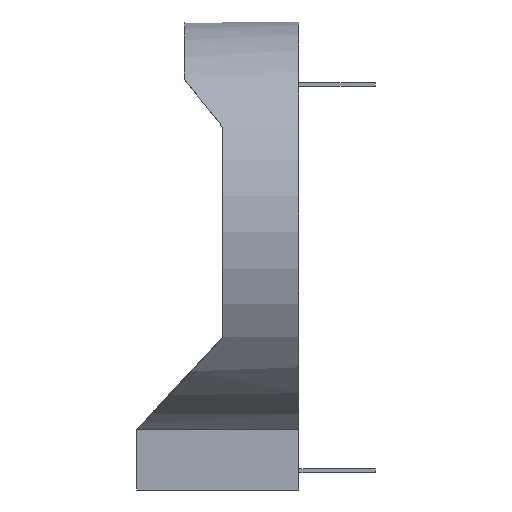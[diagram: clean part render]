
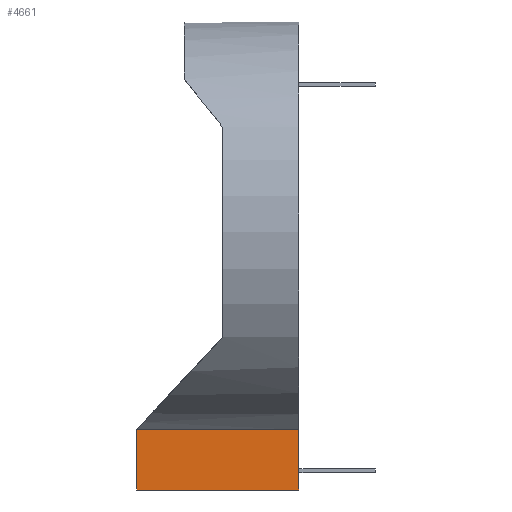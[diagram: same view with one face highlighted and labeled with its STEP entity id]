
A CAD part, left-side view. The second image highlights one B-rep face of the part: STEP entity #4661.
In plain terms, the highlighted planar face has unit normal (-1, 0, 0).
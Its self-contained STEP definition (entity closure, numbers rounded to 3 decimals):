
#2503 = PLANE('',#2504);
#2504 = AXIS2_PLACEMENT_3D('',#2505,#2506,#2507);
#2505 = CARTESIAN_POINT('',(0.,8.5,-13.5));
#2506 = DIRECTION('',(0.,0.,-1.));
#2507 = DIRECTION('',(-1.,0.,-0.));
#2515 = PLANE('',#2516);
#2516 = AXIS2_PLACEMENT_3D('',#2517,#2518,#2519);
#2517 = CARTESIAN_POINT('',(0.,0.,0.));
#2518 = DIRECTION('',(0.,1.,-0.));
#2519 = DIRECTION('',(0.,0.,1.));
#2612 = VERTEX_POINT('',#2613);
#2613 = CARTESIAN_POINT('',(-3.75,0.,-13.5));
#2634 = EDGE_CURVE('',#2635,#2612,#2637,.T.);
#2635 = VERTEX_POINT('',#2636);
#2636 = CARTESIAN_POINT('',(-3.75,8.5,-13.5));
#2637 = SURFACE_CURVE('',#2638,(#2642,#2649),.PCURVE_S1.);
#2638 = LINE('',#2639,#2640);
#2639 = CARTESIAN_POINT('',(-3.75,8.5,-13.5));
#2640 = VECTOR('',#2641,1.);
#2641 = DIRECTION('',(-0.,-1.,-0.));
#2642 = PCURVE('',#2503,#2643);
#2643 = DEFINITIONAL_REPRESENTATION('',(#2644),#2648);
#2644 = LINE('',#2645,#2646);
#2645 = CARTESIAN_POINT('',(3.75,0.));
#2646 = VECTOR('',#2647,1.);
#2647 = DIRECTION('',(0.,-1.));
#2648 = ( GEOMETRIC_REPRESENTATION_CONTEXT(2) 
PARAMETRIC_REPRESENTATION_CONTEXT() REPRESENTATION_CONTEXT('2D SPACE',''
  ) );
#2649 = PCURVE('',#2650,#2655);
#2650 = PLANE('',#2651);
#2651 = AXIS2_PLACEMENT_3D('',#2652,#2653,#2654);
#2652 = CARTESIAN_POINT('',(-3.75,8.5,0.));
#2653 = DIRECTION('',(1.,0.,0.));
#2654 = DIRECTION('',(0.,0.,-1.));
#2655 = DEFINITIONAL_REPRESENTATION('',(#2656),#2660);
#2656 = LINE('',#2657,#2658);
#2657 = CARTESIAN_POINT('',(13.5,0.));
#2658 = VECTOR('',#2659,1.);
#2659 = DIRECTION('',(0.,-1.));
#2660 = ( GEOMETRIC_REPRESENTATION_CONTEXT(2) 
PARAMETRIC_REPRESENTATION_CONTEXT() REPRESENTATION_CONTEXT('2D SPACE',''
  ) );
#2678 = PLANE('',#2679);
#2679 = AXIS2_PLACEMENT_3D('',#2680,#2681,#2682);
#2680 = CARTESIAN_POINT('',(0.,8.5,0.));
#2681 = DIRECTION('',(0.,1.,-0.));
#2682 = DIRECTION('',(0.,0.,1.));
#3233 = VERTEX_POINT('',#3234);
#3234 = CARTESIAN_POINT('',(-3.75,0.,-10.341));
#3249 = CYLINDRICAL_SURFACE('',#3250,11.);
#3250 = AXIS2_PLACEMENT_3D('',#3251,#3252,#3253);
#3251 = CARTESIAN_POINT('',(0.,8.5,0.));
#3252 = DIRECTION('',(-0.,-1.,-0.));
#3253 = DIRECTION('',(0.,0.,-1.));
#3261 = EDGE_CURVE('',#2612,#3233,#3262,.T.);
#3262 = SURFACE_CURVE('',#3263,(#3267,#3274),.PCURVE_S1.);
#3263 = LINE('',#3264,#3265);
#3264 = CARTESIAN_POINT('',(-3.75,0.,0.));
#3265 = VECTOR('',#3266,1.);
#3266 = DIRECTION('',(0.,0.,1.));
#3267 = PCURVE('',#2515,#3268);
#3268 = DEFINITIONAL_REPRESENTATION('',(#3269),#3273);
#3269 = LINE('',#3270,#3271);
#3270 = CARTESIAN_POINT('',(0.,-3.75));
#3271 = VECTOR('',#3272,1.);
#3272 = DIRECTION('',(1.,0.));
#3273 = ( GEOMETRIC_REPRESENTATION_CONTEXT(2) 
PARAMETRIC_REPRESENTATION_CONTEXT() REPRESENTATION_CONTEXT('2D SPACE',''
  ) );
#3274 = PCURVE('',#2650,#3275);
#3275 = DEFINITIONAL_REPRESENTATION('',(#3276),#3280);
#3276 = LINE('',#3277,#3278);
#3277 = CARTESIAN_POINT('',(-0.,-8.5));
#3278 = VECTOR('',#3279,1.);
#3279 = DIRECTION('',(-1.,0.));
#3280 = ( GEOMETRIC_REPRESENTATION_CONTEXT(2) 
PARAMETRIC_REPRESENTATION_CONTEXT() REPRESENTATION_CONTEXT('2D SPACE',''
  ) );
#4454 = VERTEX_POINT('',#4455);
#4455 = CARTESIAN_POINT('',(-3.75,8.5,-10.341));
#4505 = EDGE_CURVE('',#4454,#3233,#4506,.T.);
#4506 = SURFACE_CURVE('',#4507,(#4511,#4518),.PCURVE_S1.);
#4507 = LINE('',#4508,#4509);
#4508 = CARTESIAN_POINT('',(-3.75,8.5,-10.341));
#4509 = VECTOR('',#4510,1.);
#4510 = DIRECTION('',(-0.,-1.,-0.));
#4511 = PCURVE('',#3249,#4512);
#4512 = DEFINITIONAL_REPRESENTATION('',(#4513),#4517);
#4513 = LINE('',#4514,#4515);
#4514 = CARTESIAN_POINT('',(5.935,0.));
#4515 = VECTOR('',#4516,1.);
#4516 = DIRECTION('',(0.,1.));
#4517 = ( GEOMETRIC_REPRESENTATION_CONTEXT(2) 
PARAMETRIC_REPRESENTATION_CONTEXT() REPRESENTATION_CONTEXT('2D SPACE',''
  ) );
#4518 = PCURVE('',#2650,#4519);
#4519 = DEFINITIONAL_REPRESENTATION('',(#4520),#4524);
#4520 = LINE('',#4521,#4522);
#4521 = CARTESIAN_POINT('',(10.341,0.));
#4522 = VECTOR('',#4523,1.);
#4523 = DIRECTION('',(0.,-1.));
#4524 = ( GEOMETRIC_REPRESENTATION_CONTEXT(2) 
PARAMETRIC_REPRESENTATION_CONTEXT() REPRESENTATION_CONTEXT('2D SPACE',''
  ) );
#4575 = EDGE_CURVE('',#2635,#4454,#4576,.T.);
#4576 = SURFACE_CURVE('',#4577,(#4581,#4588),.PCURVE_S1.);
#4577 = LINE('',#4578,#4579);
#4578 = CARTESIAN_POINT('',(-3.75,8.5,0.));
#4579 = VECTOR('',#4580,1.);
#4580 = DIRECTION('',(0.,0.,1.));
#4581 = PCURVE('',#2678,#4582);
#4582 = DEFINITIONAL_REPRESENTATION('',(#4583),#4587);
#4583 = LINE('',#4584,#4585);
#4584 = CARTESIAN_POINT('',(0.,-3.75));
#4585 = VECTOR('',#4586,1.);
#4586 = DIRECTION('',(1.,0.));
#4587 = ( GEOMETRIC_REPRESENTATION_CONTEXT(2) 
PARAMETRIC_REPRESENTATION_CONTEXT() REPRESENTATION_CONTEXT('2D SPACE',''
  ) );
#4588 = PCURVE('',#2650,#4589);
#4589 = DEFINITIONAL_REPRESENTATION('',(#4590),#4594);
#4590 = LINE('',#4591,#4592);
#4591 = CARTESIAN_POINT('',(0.,0.));
#4592 = VECTOR('',#4593,1.);
#4593 = DIRECTION('',(-1.,0.));
#4594 = ( GEOMETRIC_REPRESENTATION_CONTEXT(2) 
PARAMETRIC_REPRESENTATION_CONTEXT() REPRESENTATION_CONTEXT('2D SPACE',''
  ) );
#4661 = ADVANCED_FACE('',(#4662),#2650,.F.);
#4662 = FACE_BOUND('',#4663,.T.);
#4663 = EDGE_LOOP('',(#4664,#4665,#4666,#4667));
#4664 = ORIENTED_EDGE('',*,*,#3261,.T.);
#4665 = ORIENTED_EDGE('',*,*,#4505,.F.);
#4666 = ORIENTED_EDGE('',*,*,#4575,.F.);
#4667 = ORIENTED_EDGE('',*,*,#2634,.T.);
